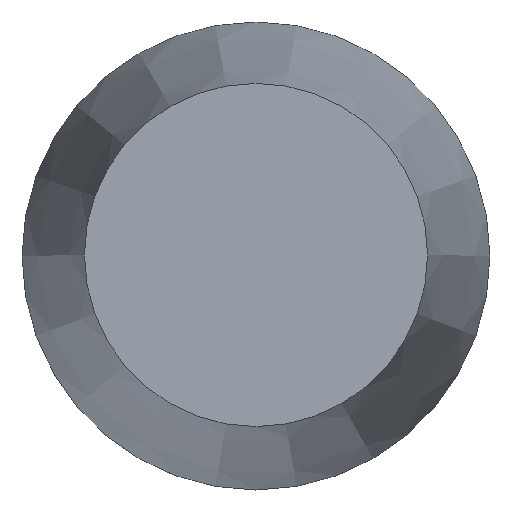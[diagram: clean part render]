
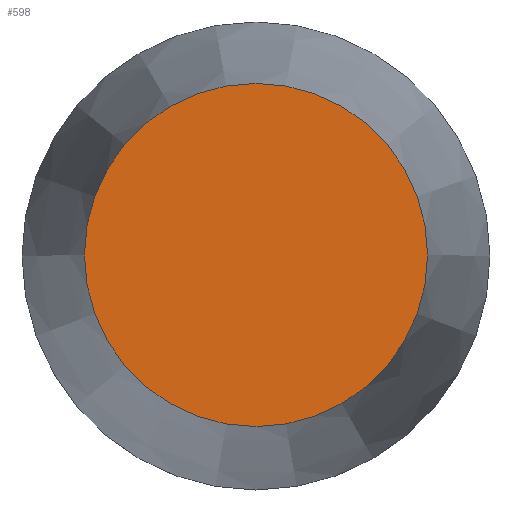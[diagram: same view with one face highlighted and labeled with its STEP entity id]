
A CAD part, top view. The second image highlights one B-rep face of the part: STEP entity #598.
In plain terms, the highlighted face is planar.
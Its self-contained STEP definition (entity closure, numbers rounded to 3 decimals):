
#230=PLANE('',#570);
#264=ORIENTED_EDGE('',*,*,#320,.T.);
#284=CIRCLE('',#569,5.5);
#302=VERTEX_POINT('',#526);
#320=EDGE_CURVE('',#302,#302,#284,.T.);
#354=EDGE_LOOP('',(#264));
#390=FACE_BOUND('',#354,.T.);
#462=DIRECTION('',(0.,1.,0.));
#463=DIRECTION('',(5.5,0.,0.));
#464=DIRECTION('',(0.,1.,0.));
#465=DIRECTION('',(1.,0.,0.));
#526=CARTESIAN_POINT('',(33.653,38.652,0.));
#527=CARTESIAN_POINT('',(28.153,38.652,0.));
#528=CARTESIAN_POINT('',(33.653,38.652,0.));
#569=AXIS2_PLACEMENT_3D('',#527,#462,#463);
#570=AXIS2_PLACEMENT_3D('',#528,#464,#465);
#598=ADVANCED_FACE('',(#390),#230,.T.);
